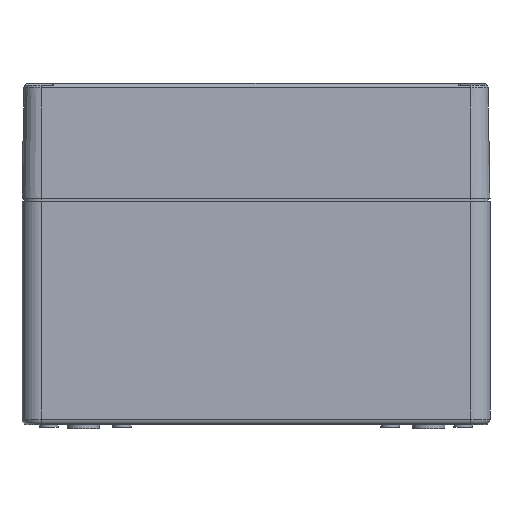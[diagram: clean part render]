
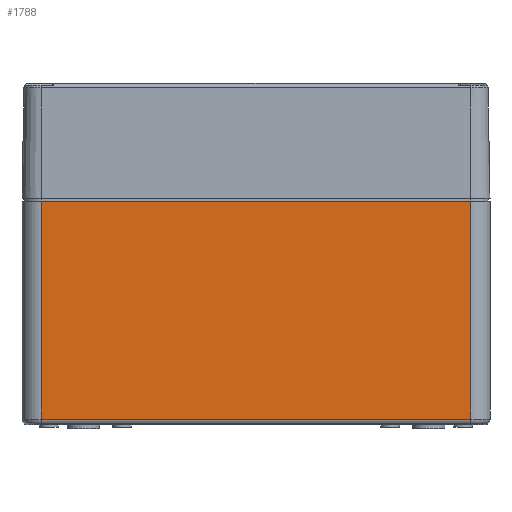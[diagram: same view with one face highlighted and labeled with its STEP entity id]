
A CAD part, front view. The second image highlights one B-rep face of the part: STEP entity #1788.
In plain terms, the highlighted planar face has unit normal (0, -1, 0).
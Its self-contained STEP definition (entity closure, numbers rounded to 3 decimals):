
#1788 = ADVANCED_FACE( '', ( #3853 ), #3854, .F. );
#3853 = FACE_OUTER_BOUND( '', #6125, .T. );
#3854 = PLANE( '', #6126 );
#6125 = EDGE_LOOP( '', ( #11191, #11192, #11193, #11194 ) );
#6126 = AXIS2_PLACEMENT_3D( '', #11195, #11196, #11197 );
#11191 = ORIENTED_EDGE( '', *, *, #15054, .F. );
#11192 = ORIENTED_EDGE( '', *, *, #14649, .T. );
#11193 = ORIENTED_EDGE( '', *, *, #15055, .F. );
#11194 = ORIENTED_EDGE( '', *, *, #13847, .F. );
#11195 = CARTESIAN_POINT( '', ( 56., -101., 0. ) );
#11196 = DIRECTION( '', ( 0., 1., 0. ) );
#11197 = DIRECTION( '', ( 0., 0., 1. ) );
#13847 = EDGE_CURVE( '', #16878, #16881, #16882, .T. );
#14649 = EDGE_CURVE( '', #18065, #17162, #18067, .T. );
#15054 = EDGE_CURVE( '', #18065, #16878, #18582, .T. );
#15055 = EDGE_CURVE( '', #16881, #17162, #18583, .T. );
#16878 = VERTEX_POINT( '', #21107 );
#16881 = VERTEX_POINT( '', #21110 );
#16882 = LINE( '', #21111, #21112 );
#17162 = VERTEX_POINT( '', #21637 );
#18065 = VERTEX_POINT( '', #23125 );
#18067 = LINE( '', #23127, #23128 );
#18582 = LINE( '', #23893, #23894 );
#18583 = LINE( '', #23895, #23896 );
#21107 = CARTESIAN_POINT( '', ( 56., -101., -1.7 ) );
#21110 = CARTESIAN_POINT( '', ( 56., -101., -58.5 ) );
#21111 = CARTESIAN_POINT( '', ( 56., -101., 0. ) );
#21112 = VECTOR( '', #25608, 1000. );
#21637 = CARTESIAN_POINT( '', ( -56., -101., -58.5 ) );
#23125 = CARTESIAN_POINT( '', ( -56., -101., -1.7 ) );
#23127 = CARTESIAN_POINT( '', ( -56., -101., 0. ) );
#23128 = VECTOR( '', #26457, 1000. );
#23893 = CARTESIAN_POINT( '', ( 56., -101., -1.7 ) );
#23894 = VECTOR( '', #26872, 1000. );
#23895 = CARTESIAN_POINT( '', ( 56., -101., -58.5 ) );
#23896 = VECTOR( '', #26873, 1000. );
#25608 = DIRECTION( '', ( 0., 0., -1. ) );
#26457 = DIRECTION( '', ( 0., 0., -1. ) );
#26872 = DIRECTION( '', ( 1., 0., 0. ) );
#26873 = DIRECTION( '', ( -1., 0., 0. ) );
